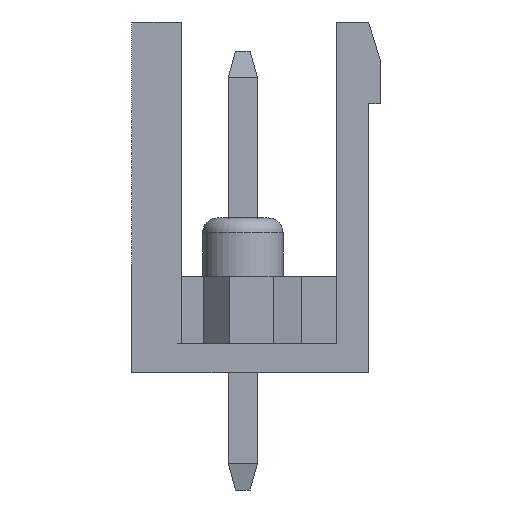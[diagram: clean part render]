
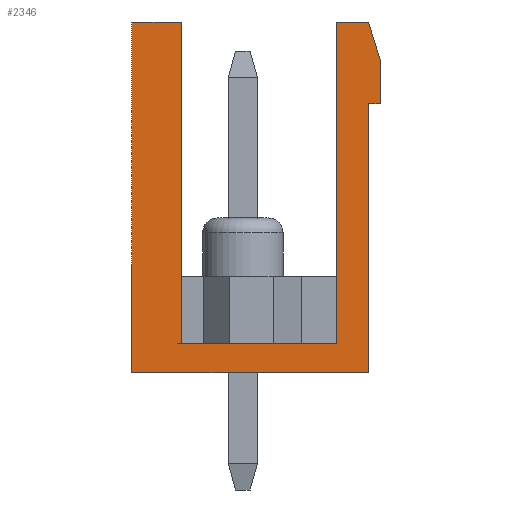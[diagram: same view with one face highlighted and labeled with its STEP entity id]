
A CAD part, left-side view. The second image highlights one B-rep face of the part: STEP entity #2346.
In plain terms, the highlighted planar face has unit normal (-1, 0, 0).
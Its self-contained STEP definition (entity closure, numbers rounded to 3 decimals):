
#2346 = ADVANCED_FACE( '', ( #4656 ), #4657, .F. );
#4656 = FACE_OUTER_BOUND( '', #6920, .T. );
#4657 = PLANE( '', #6921 );
#6920 = EDGE_LOOP( '', ( #13679, #13680, #13681, #13682, #13683, #13684, #13685, #13686, #13687, #13688, #13689 ) );
#6921 = AXIS2_PLACEMENT_3D( '', #13690, #13691, #13692 );
#13679 = ORIENTED_EDGE( '', *, *, #15410, .T. );
#13680 = ORIENTED_EDGE( '', *, *, #16721, .F. );
#13681 = ORIENTED_EDGE( '', *, *, #15550, .F. );
#13682 = ORIENTED_EDGE( '', *, *, #14761, .F. );
#13683 = ORIENTED_EDGE( '', *, *, #15042, .T. );
#13684 = ORIENTED_EDGE( '', *, *, #16272, .F. );
#13685 = ORIENTED_EDGE( '', *, *, #15048, .F. );
#13686 = ORIENTED_EDGE( '', *, *, #14362, .F. );
#13687 = ORIENTED_EDGE( '', *, *, #14238, .T. );
#13688 = ORIENTED_EDGE( '', *, *, #15693, .T. );
#13689 = ORIENTED_EDGE( '', *, *, #16171, .F. );
#13690 = CARTESIAN_POINT( '', ( -53.34, 0., 0. ) );
#13691 = DIRECTION( '', ( 1., 0., 0. ) );
#13692 = DIRECTION( '', ( 0., 0., -1. ) );
#14238 = EDGE_CURVE( '', #17200, #17201, #17202, .T. );
#14362 = EDGE_CURVE( '', #17200, #17419, #17420, .T. );
#14761 = EDGE_CURVE( '', #18110, #18098, #18112, .T. );
#15042 = EDGE_CURVE( '', #18110, #18561, #18563, .T. );
#15048 = EDGE_CURVE( '', #17419, #18571, #18572, .T. );
#15410 = EDGE_CURVE( '', #19142, #19143, #19144, .T. );
#15550 = EDGE_CURVE( '', #18098, #19372, #19373, .T. );
#15693 = EDGE_CURVE( '', #17201, #19572, #19573, .T. );
#16171 = EDGE_CURVE( '', #19142, #19572, #20217, .T. );
#16272 = EDGE_CURVE( '', #18571, #18561, #20339, .T. );
#16721 = EDGE_CURVE( '', #19372, #19143, #20849, .T. );
#17200 = VERTEX_POINT( '', #21507 );
#17201 = VERTEX_POINT( '', #21508 );
#17202 = LINE( '', #21509, #21510 );
#17419 = VERTEX_POINT( '', #21819 );
#17420 = LINE( '', #21820, #21821 );
#18098 = VERTEX_POINT( '', #22790 );
#18110 = VERTEX_POINT( '', #22808 );
#18112 = LINE( '', #22811, #22812 );
#18561 = VERTEX_POINT( '', #23468 );
#18563 = LINE( '', #23471, #23472 );
#18571 = VERTEX_POINT( '', #23483 );
#18572 = LINE( '', #23484, #23485 );
#19142 = VERTEX_POINT( '', #24336 );
#19143 = VERTEX_POINT( '', #24337 );
#19144 = LINE( '', #24338, #24339 );
#19372 = VERTEX_POINT( '', #24696 );
#19373 = LINE( '', #24697, #24698 );
#19572 = VERTEX_POINT( '', #24993 );
#19573 = LINE( '', #24994, #24995 );
#20217 = LINE( '', #25955, #25956 );
#20339 = LINE( '', #26144, #26145 );
#20849 = LINE( '', #26867, #26868 );
#21507 = CARTESIAN_POINT( '', ( -53.34, -4.05, -6. ) );
#21508 = CARTESIAN_POINT( '', ( -53.34, -4.05, 3.2 ) );
#21509 = CARTESIAN_POINT( '', ( -53.34, -4.05, -6. ) );
#21510 = VECTOR( '', #27161, 1000. );
#21819 = CARTESIAN_POINT( '', ( -53.34, 4.05, -6. ) );
#21820 = CARTESIAN_POINT( '', ( -53.34, -4.45, -6. ) );
#21821 = VECTOR( '', #27275, 1000. );
#22790 = CARTESIAN_POINT( '', ( -53.34, -2.95, -5. ) );
#22808 = CARTESIAN_POINT( '', ( -53.34, 2.35, -5. ) );
#22811 = CARTESIAN_POINT( '', ( -53.34, 2.35, -5. ) );
#22812 = VECTOR( '', #27661, 1000. );
#23468 = CARTESIAN_POINT( '', ( -53.34, 2.35, 6. ) );
#23471 = CARTESIAN_POINT( '', ( -53.34, 2.35, -5. ) );
#23472 = VECTOR( '', #27912, 1000. );
#23483 = CARTESIAN_POINT( '', ( -53.34, 4.05, 6. ) );
#23484 = CARTESIAN_POINT( '', ( -53.34, 4.05, -6. ) );
#23485 = VECTOR( '', #27916, 1000. );
#24336 = CARTESIAN_POINT( '', ( -53.34, -4.45, 4.7 ) );
#24337 = CARTESIAN_POINT( '', ( -53.34, -4.05, 6. ) );
#24338 = CARTESIAN_POINT( '', ( -53.34, -4.45, 4.7 ) );
#24339 = VECTOR( '', #28228, 1000. );
#24696 = CARTESIAN_POINT( '', ( -53.34, -2.95, 6. ) );
#24697 = CARTESIAN_POINT( '', ( -53.34, -2.95, -5. ) );
#24698 = VECTOR( '', #28367, 1000. );
#24993 = CARTESIAN_POINT( '', ( -53.34, -4.45, 3.2 ) );
#24994 = CARTESIAN_POINT( '', ( -53.34, -4.05, 3.2 ) );
#24995 = VECTOR( '', #28488, 1000. );
#25955 = CARTESIAN_POINT( '', ( -53.34, -4.45, 6. ) );
#25956 = VECTOR( '', #28883, 1000. );
#26144 = CARTESIAN_POINT( '', ( -53.34, 4.05, 6. ) );
#26145 = VECTOR( '', #28956, 1000. );
#26867 = CARTESIAN_POINT( '', ( -53.34, 4.05, 6. ) );
#26868 = VECTOR( '', #29238, 1000. );
#27161 = DIRECTION( '', ( 0., 0., 1. ) );
#27275 = DIRECTION( '', ( 0., 1., 0. ) );
#27661 = DIRECTION( '', ( 0., -1., 0. ) );
#27912 = DIRECTION( '', ( 0., 0., 1. ) );
#27916 = DIRECTION( '', ( 0., 0., 1. ) );
#28228 = DIRECTION( '', ( 0., 0.294, 0.956 ) );
#28367 = DIRECTION( '', ( 0., 0., 1. ) );
#28488 = DIRECTION( '', ( 0., -1., 0. ) );
#28883 = DIRECTION( '', ( 0., 0., -1. ) );
#28956 = DIRECTION( '', ( 0., -1., 0. ) );
#29238 = DIRECTION( '', ( 0., -1., 0. ) );
